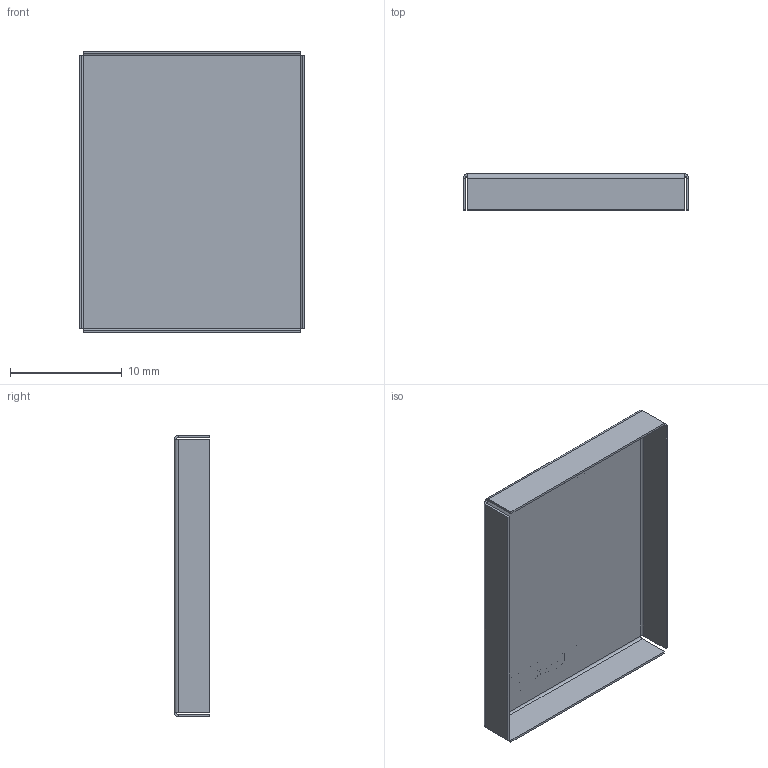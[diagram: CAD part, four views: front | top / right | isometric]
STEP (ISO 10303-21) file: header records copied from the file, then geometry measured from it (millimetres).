
FILE_DESCRIPTION(('STEP AP203'),'1');
FILE_NAME('s02-25200300.stp','2023-09-01T19:04:01',('TraceParts'),('TraceParts S.A.'),'Spatial InterOp 3D',' ',' ');
FILE_SCHEMA(('CONFIG_CONTROL_DESIGN'));
Length unit declared in the file: millimetre
Products named in the file (1): 1
Bounding box: 20.2 x 3.2 x 25.2 mm (x, y, z)
Volume: 150.5 mm3; surface area: 1556.1 mm2
Topology: 1 solids, 1 shells, 613 faces, 1720 edges, 1136 vertices
Faces by surface type: plane 587, cylinder 26
Entity records: 19374 total; most frequent: CARTESIAN_POINT 3470, ORIENTED_EDGE 3440, DIRECTION 3000, EDGE_CURVE 1720, LINE 1668, VECTOR 1668, VERTEX_POINT 1136, AXIS2_PLACEMENT_3D 666
